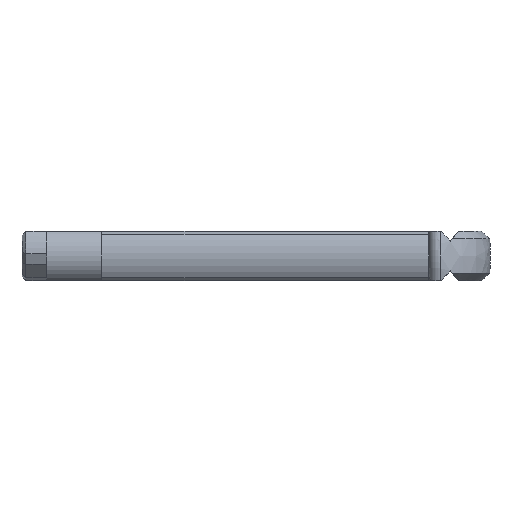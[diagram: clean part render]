
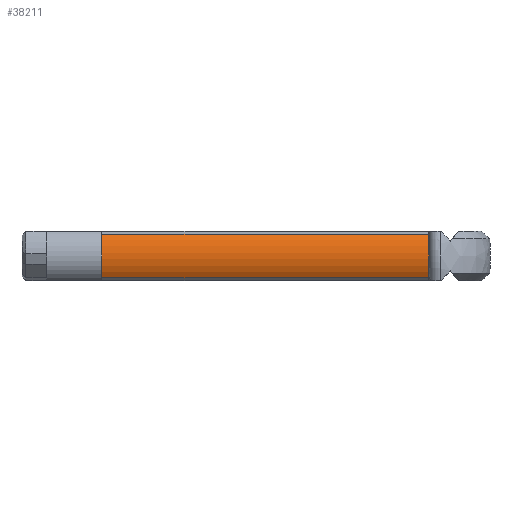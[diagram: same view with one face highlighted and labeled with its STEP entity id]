
A CAD part, front view. The second image highlights one B-rep face of the part: STEP entity #38211.
In plain terms, the highlighted cylindrical face has radius 3.3 mm (diameter 6.6 mm), a partial arc.
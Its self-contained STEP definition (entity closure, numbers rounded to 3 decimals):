
#16710 = PLANE('',#16711);
#16711 = AXIS2_PLACEMENT_3D('',#16712,#16713,#16714);
#16712 = CARTESIAN_POINT('',(-26.625,3.3,0.)
  );
#16713 = DIRECTION('',(-1.,0.,0.));
#16714 = DIRECTION('',(0.,0.,1.));
#16738 = PLANE('',#16739);
#16739 = AXIS2_PLACEMENT_3D('',#16740,#16741,#16742);
#16740 = CARTESIAN_POINT('',(-13.313,-2.561,1.878));
#16741 = DIRECTION('',(0.,-0.464,0.886)
  );
#16742 = DIRECTION('',(1.,0.,0.));
#16766 = PLANE('',#16767);
#16767 = AXIS2_PLACEMENT_3D('',#16768,#16769,#16770);
#16768 = CARTESIAN_POINT('',(0.,5.329,
    0.));
#16769 = DIRECTION('',(-1.,0.,0.));
#16770 = DIRECTION('',(0.,0.,1.));
#36185 = PLANE('',#36186);
#36186 = AXIS2_PLACEMENT_3D('',#36187,#36188,#36189);
#36187 = CARTESIAN_POINT('',(-13.313,-2.561,-1.878));
#36188 = DIRECTION('',(0.,-0.464,
    -0.886));
#36189 = DIRECTION('',(-1.,0.,0.));
#36529 = VERTEX_POINT('',#36530);
#36530 = CARTESIAN_POINT('',(-26.625,-2.795,-1.755));
#36553 = VERTEX_POINT('',#36554);
#36554 = CARTESIAN_POINT('',(0.,-2.795,
    -1.755));
#36575 = EDGE_CURVE('',#36553,#36529,#36576,.T.);
#36576 = SURFACE_CURVE('',#36577,(#36581,#36588),.PCURVE_S1.);
#36577 = LINE('',#36578,#36579);
#36578 = CARTESIAN_POINT('',(-13.313,-2.795,-1.755));
#36579 = VECTOR('',#36580,1.);
#36580 = DIRECTION('',(-1.,0.,0.));
#36581 = PCURVE('',#36185,#36582);
#36582 = DEFINITIONAL_REPRESENTATION('',(#36583),#36587);
#36583 = LINE('',#36584,#36585);
#36584 = CARTESIAN_POINT('',(0.,-0.264));
#36585 = VECTOR('',#36586,1.);
#36586 = DIRECTION('',(1.,0.));
#36587 = ( GEOMETRIC_REPRESENTATION_CONTEXT(2) 
PARAMETRIC_REPRESENTATION_CONTEXT() REPRESENTATION_CONTEXT('2D SPACE',''
  ) );
#36588 = PCURVE('',#36589,#36594);
#36589 = CYLINDRICAL_SURFACE('',#36590,3.3);
#36590 = AXIS2_PLACEMENT_3D('',#36591,#36592,#36593);
#36591 = CARTESIAN_POINT('',(-13.313,0.,
    0.));
#36592 = DIRECTION('',(1.,0.,0.));
#36593 = DIRECTION('',(0.,-1.,0.));
#36594 = DEFINITIONAL_REPRESENTATION('',(#36595),#36599);
#36595 = LINE('',#36596,#36597);
#36596 = CARTESIAN_POINT('',(6.844,0.));
#36597 = VECTOR('',#36598,1.);
#36598 = DIRECTION('',(0.,-1.));
#36599 = ( GEOMETRIC_REPRESENTATION_CONTEXT(2) 
PARAMETRIC_REPRESENTATION_CONTEXT() REPRESENTATION_CONTEXT('2D SPACE',''
  ) );
#36605 = EDGE_CURVE('',#36606,#36529,#36608,.T.);
#36606 = VERTEX_POINT('',#36607);
#36607 = CARTESIAN_POINT('',(-26.625,-2.795,1.755));
#36608 = SURFACE_CURVE('',#36609,(#36614,#36625),.PCURVE_S1.);
#36609 = CIRCLE('',#36610,3.3);
#36610 = AXIS2_PLACEMENT_3D('',#36611,#36612,#36613);
#36611 = CARTESIAN_POINT('',(-26.625,0.,
    0.));
#36612 = DIRECTION('',(1.,0.,0.));
#36613 = DIRECTION('',(0.,0.,1.));
#36614 = PCURVE('',#16710,#36615);
#36615 = DEFINITIONAL_REPRESENTATION('',(#36616),#36624);
#36616 = ( BOUNDED_CURVE() B_SPLINE_CURVE(2,(#36617,#36618,#36619,#36620
    ,#36621,#36622,#36623),.UNSPECIFIED.,.T.,.F.) 
B_SPLINE_CURVE_WITH_KNOTS((1,2,2,2,2,1),(-2.094,0.,
    2.094,4.189,6.283,8.378),
.UNSPECIFIED.) CURVE() GEOMETRIC_REPRESENTATION_ITEM() 
RATIONAL_B_SPLINE_CURVE((1.,0.5,1.,0.5,1.,0.5,1.)) REPRESENTATION_ITEM(
  '') );
#36617 = CARTESIAN_POINT('',(3.3,-3.3));
#36618 = CARTESIAN_POINT('',(3.3,-9.016));
#36619 = CARTESIAN_POINT('',(-1.65,-6.158));
#36620 = CARTESIAN_POINT('',(-6.6,-3.3));
#36621 = CARTESIAN_POINT('',(-1.65,-0.442));
#36622 = CARTESIAN_POINT('',(3.3,2.416));
#36623 = CARTESIAN_POINT('',(3.3,-3.3));
#36624 = ( GEOMETRIC_REPRESENTATION_CONTEXT(2) 
PARAMETRIC_REPRESENTATION_CONTEXT() REPRESENTATION_CONTEXT('2D SPACE',''
  ) );
#36625 = PCURVE('',#36589,#36626);
#36626 = DEFINITIONAL_REPRESENTATION('',(#36627),#36631);
#36627 = LINE('',#36628,#36629);
#36628 = CARTESIAN_POINT('',(4.712,-13.313));
#36629 = VECTOR('',#36630,1.);
#36630 = DIRECTION('',(1.,0.));
#36631 = ( GEOMETRIC_REPRESENTATION_CONTEXT(2) 
PARAMETRIC_REPRESENTATION_CONTEXT() REPRESENTATION_CONTEXT('2D SPACE',''
  ) );
#37008 = EDGE_CURVE('',#36606,#37009,#37011,.T.);
#37009 = VERTEX_POINT('',#37010);
#37010 = CARTESIAN_POINT('',(0.,-2.795,
    1.755));
#37011 = SURFACE_CURVE('',#37012,(#37016,#37023),.PCURVE_S1.);
#37012 = LINE('',#37013,#37014);
#37013 = CARTESIAN_POINT('',(-13.313,-2.795,1.755));
#37014 = VECTOR('',#37015,1.);
#37015 = DIRECTION('',(1.,0.,0.));
#37016 = PCURVE('',#16738,#37017);
#37017 = DEFINITIONAL_REPRESENTATION('',(#37018),#37022);
#37018 = LINE('',#37019,#37020);
#37019 = CARTESIAN_POINT('',(0.,-0.264));
#37020 = VECTOR('',#37021,1.);
#37021 = DIRECTION('',(1.,0.));
#37022 = ( GEOMETRIC_REPRESENTATION_CONTEXT(2) 
PARAMETRIC_REPRESENTATION_CONTEXT() REPRESENTATION_CONTEXT('2D SPACE',''
  ) );
#37023 = PCURVE('',#36589,#37024);
#37024 = DEFINITIONAL_REPRESENTATION('',(#37025),#37029);
#37025 = LINE('',#37026,#37027);
#37026 = CARTESIAN_POINT('',(5.722,0.));
#37027 = VECTOR('',#37028,1.);
#37028 = DIRECTION('',(0.,1.));
#37029 = ( GEOMETRIC_REPRESENTATION_CONTEXT(2) 
PARAMETRIC_REPRESENTATION_CONTEXT() REPRESENTATION_CONTEXT('2D SPACE',''
  ) );
#38086 = EDGE_CURVE('',#37009,#36553,#38087,.T.);
#38087 = SURFACE_CURVE('',#38088,(#38093,#38104),.PCURVE_S1.);
#38088 = CIRCLE('',#38089,3.3);
#38089 = AXIS2_PLACEMENT_3D('',#38090,#38091,#38092);
#38090 = CARTESIAN_POINT('',(0.,0.,
    0.));
#38091 = DIRECTION('',(1.,0.,0.));
#38092 = DIRECTION('',(0.,0.,1.));
#38093 = PCURVE('',#16766,#38094);
#38094 = DEFINITIONAL_REPRESENTATION('',(#38095),#38103);
#38095 = ( BOUNDED_CURVE() B_SPLINE_CURVE(2,(#38096,#38097,#38098,#38099
    ,#38100,#38101,#38102),.UNSPECIFIED.,.T.,.F.) 
B_SPLINE_CURVE_WITH_KNOTS((1,2,2,2,2,1),(-2.094,0.,
    2.094,4.189,6.283,8.378),
.UNSPECIFIED.) CURVE() GEOMETRIC_REPRESENTATION_ITEM() 
RATIONAL_B_SPLINE_CURVE((1.,0.5,1.,0.5,1.,0.5,1.)) REPRESENTATION_ITEM(
  '') );
#38096 = CARTESIAN_POINT('',(3.3,-5.329));
#38097 = CARTESIAN_POINT('',(3.3,-11.045));
#38098 = CARTESIAN_POINT('',(-1.65,-8.187));
#38099 = CARTESIAN_POINT('',(-6.6,-5.329));
#38100 = CARTESIAN_POINT('',(-1.65,-2.471));
#38101 = CARTESIAN_POINT('',(3.3,0.387));
#38102 = CARTESIAN_POINT('',(3.3,-5.329));
#38103 = ( GEOMETRIC_REPRESENTATION_CONTEXT(2) 
PARAMETRIC_REPRESENTATION_CONTEXT() REPRESENTATION_CONTEXT('2D SPACE',''
  ) );
#38104 = PCURVE('',#36589,#38105);
#38105 = DEFINITIONAL_REPRESENTATION('',(#38106),#38110);
#38106 = LINE('',#38107,#38108);
#38107 = CARTESIAN_POINT('',(4.712,13.313));
#38108 = VECTOR('',#38109,1.);
#38109 = DIRECTION('',(1.,0.));
#38110 = ( GEOMETRIC_REPRESENTATION_CONTEXT(2) 
PARAMETRIC_REPRESENTATION_CONTEXT() REPRESENTATION_CONTEXT('2D SPACE',''
  ) );
#38211 = ADVANCED_FACE('',(#38212),#36589,.T.);
#38212 = FACE_BOUND('',#38213,.T.);
#38213 = EDGE_LOOP('',(#38214,#38215,#38216,#38217));
#38214 = ORIENTED_EDGE('',*,*,#36575,.F.);
#38215 = ORIENTED_EDGE('',*,*,#38086,.F.);
#38216 = ORIENTED_EDGE('',*,*,#37008,.F.);
#38217 = ORIENTED_EDGE('',*,*,#36605,.T.);
